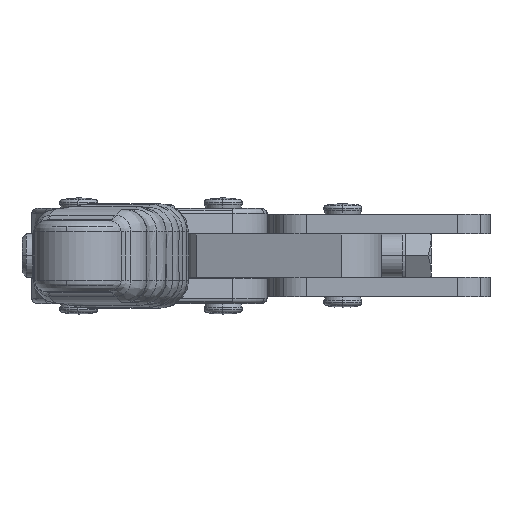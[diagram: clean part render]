
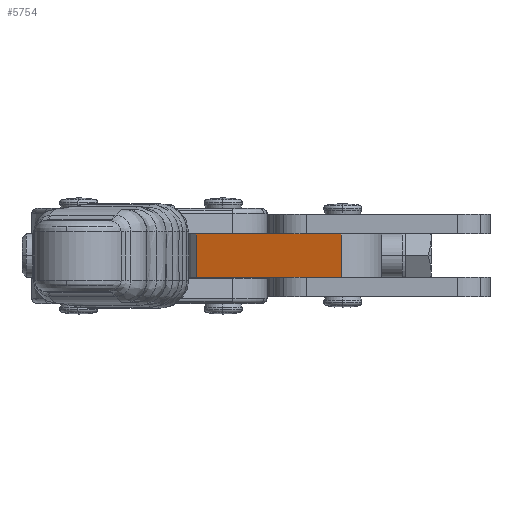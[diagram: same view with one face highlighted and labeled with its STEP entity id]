
A CAD part, left-side view. The second image highlights one B-rep face of the part: STEP entity #5754.
In plain terms, the highlighted face is planar.
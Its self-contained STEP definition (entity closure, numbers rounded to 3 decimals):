
#5595=CARTESIAN_POINT('',(-33.986,1.256,3.662));
#5596=VERTEX_POINT('',#5595);
#5604=CARTESIAN_POINT('',(-23.977,27.349,3.662));
#5605=VERTEX_POINT('',#5604);
#5606=CARTESIAN_POINT('',(-23.977,27.349,3.662));
#5607=DIRECTION('',(-0.358,-0.934,0.));
#5608=VECTOR('',#5607,27.946);
#5609=LINE('',#5606,#5608);
#5610=EDGE_CURVE('',#5605,#5596,#5609,.T.);
#5642=CARTESIAN_POINT('',(-23.977,27.349,11.6));
#5643=VERTEX_POINT('',#5642);
#5651=CARTESIAN_POINT('',(-33.986,1.256,11.6));
#5652=VERTEX_POINT('',#5651);
#5653=CARTESIAN_POINT('',(-33.986,1.256,11.6));
#5654=DIRECTION('',(0.358,0.934,0.0));
#5655=VECTOR('',#5654,27.946);
#5656=LINE('',#5653,#5655);
#5657=EDGE_CURVE('',#5652,#5643,#5656,.T.);
#5727=CARTESIAN_POINT('',(-33.986,1.256,3.662));
#5728=DIRECTION('',(0.0,0.0,1.0));
#5729=VECTOR('',#5728,7.938);
#5730=LINE('',#5727,#5729);
#5731=EDGE_CURVE('',#5596,#5652,#5730,.T.);
#5738=CARTESIAN_POINT('',(-33.986,1.256,7.631));
#5739=DIRECTION('',(-0.934,0.358,0.));
#5740=DIRECTION('',(0.0,0.0,-1.0));
#5741=AXIS2_PLACEMENT_3D('',#5738,#5739,#5740);
#5742=PLANE('',#5741);
#5743=ORIENTED_EDGE('',*,*,#5657,.T.);
#5744=CARTESIAN_POINT('',(-23.977,27.349,3.662));
#5745=DIRECTION('',(0.0,0.0,1.0));
#5746=VECTOR('',#5745,7.938);
#5747=LINE('',#5744,#5746);
#5748=EDGE_CURVE('',#5605,#5643,#5747,.T.);
#5749=ORIENTED_EDGE('',*,*,#5748,.F.);
#5750=ORIENTED_EDGE('',*,*,#5610,.T.);
#5751=ORIENTED_EDGE('',*,*,#5731,.T.);
#5752=EDGE_LOOP('',(#5743,#5749,#5750,#5751));
#5753=FACE_OUTER_BOUND('',#5752,.T.);
#5754=ADVANCED_FACE('',(#5753),#5742,.T.);
